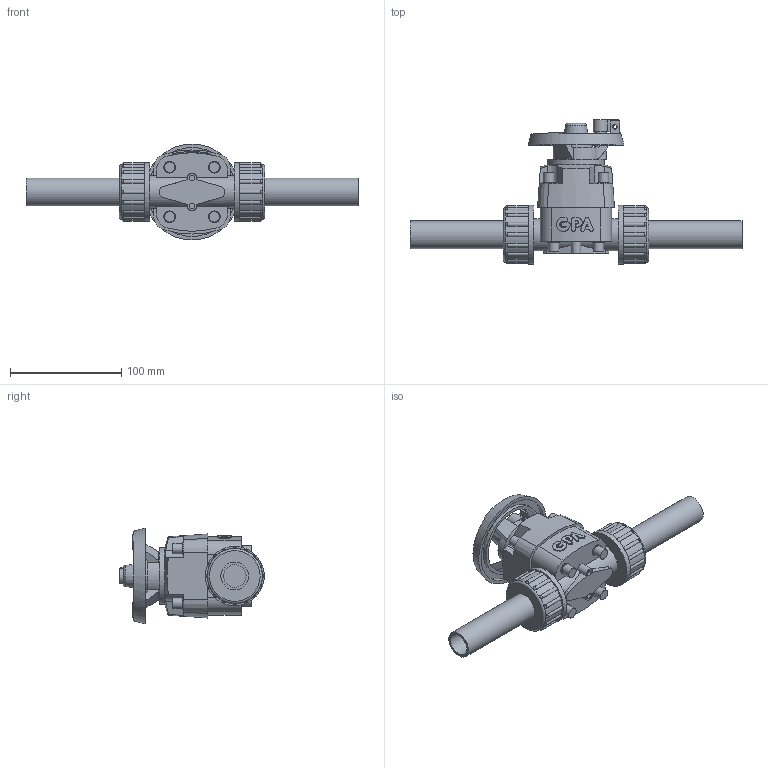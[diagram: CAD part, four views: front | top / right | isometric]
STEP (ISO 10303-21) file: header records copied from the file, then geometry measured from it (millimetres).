
FILE_DESCRIPTION(/* description */ ('PVC Diaphragm Valve with EPDM diaphragm and long PE SDR11 spigots, Ø25/DN20 , PN10'),/* implementation_level */ '2;1');
FILE_NAME(/* name */ 'T4BEU-E-025',/* time_stamp */ '2021-11-23T10:33:11+01:00',/* author */ ('COAB Solutions'),/* organization */ ('GPA Flowsystem'),/* preprocessor_version */ 'ST-DEVELOPER v18.1',/* originating_system */ 'www.coabsolutions.com',/* authorisation */ '');
FILE_SCHEMA (('AUTOMOTIVE_DESIGN { 1 0 10303 214 3 1 1 }'));
Length unit declared in the file: millimetre
Products named in the file (1): T4BEU-E-025
Bounding box: 298 x 129.8 x 86 mm (x, y, z)
Volume: 473610.9 mm3; surface area: 101601.1 mm2
Topology: 1 solids, 4 shells, 334 faces, 843 edges, 549 vertices
Faces by surface type: plane 154, cylinder 114, sphere 32, bspline 21, cone 9, torus 4
Full cylindrical faces by diameter (mm): 3.583 x1, 4.095 x1, 5 x2, 5.12 x14, 9.481 x8, 10.24 x1, 10.43 x8, 20 x2, 20.4 x2, 25 x2, 25.02 x2, 28.9 x2, 29.44 x1, 42.93 x2, 49.467 x2, 51.2 x1, 53 x2, 61.429 x1, 67.571 x1, 79.857 x1
Entity records: 11550 total; most frequent: CARTESIAN_POINT 3130, DIRECTION 1743, ORIENTED_EDGE 1686, EDGE_CURVE 843, AXIS2_PLACEMENT_3D 697, VERTEX_POINT 549, EDGE_LOOP 376, CIRCLE 372
